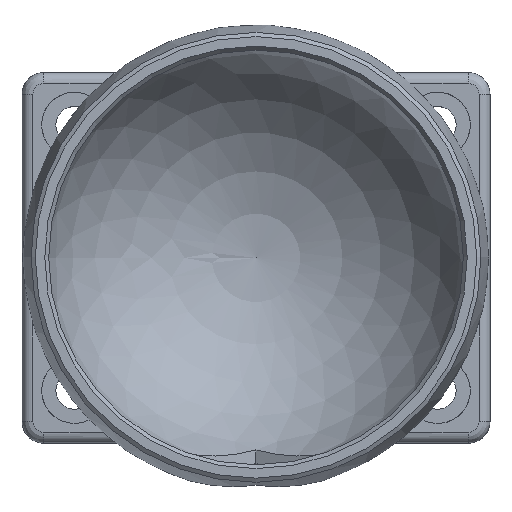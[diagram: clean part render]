
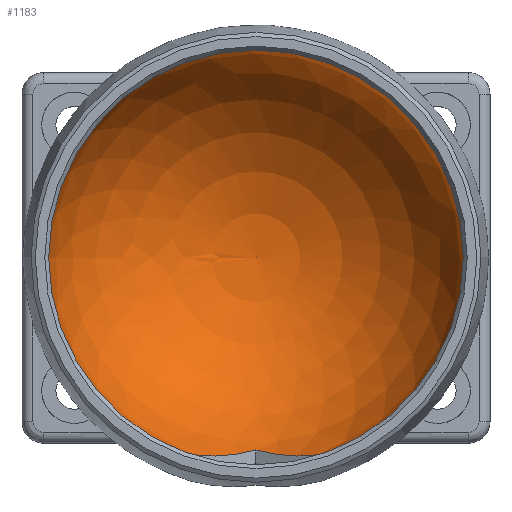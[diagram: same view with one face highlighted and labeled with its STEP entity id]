
A CAD part, top view. The second image highlights one B-rep face of the part: STEP entity #1183.
In plain terms, the highlighted spherical face has radius 19.75 mm.
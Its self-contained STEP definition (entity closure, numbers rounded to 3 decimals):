
#27=FACE_BOUND('',#313,.T.);
#37=SPHERICAL_SURFACE('',#1303,19.75);
#235=FACE_OUTER_BOUND('',#312,.T.);
#312=EDGE_LOOP('',(#916,#917,#918,#919));
#313=EDGE_LOOP('',(#920,#921,#922,#923,#924,#925));
#439=CIRCLE('',#1295,19.444);
#440=CIRCLE('',#1297,19.444);
#441=CIRCLE('',#1299,18.931);
#442=CIRCLE('',#1301,18.962);
#443=CIRCLE('',#1302,18.962);
#444=CIRCLE('',#1304,19.75);
#445=CIRCLE('',#1305,18.147);
#446=CIRCLE('',#1306,18.147);
#447=CIRCLE('',#1307,18.931);
#547=VERTEX_POINT('',#2415);
#548=VERTEX_POINT('',#2417);
#549=VERTEX_POINT('',#2421);
#550=VERTEX_POINT('',#2425);
#551=VERTEX_POINT('',#2429);
#552=VERTEX_POINT('',#2431);
#553=VERTEX_POINT('',#2435);
#554=VERTEX_POINT('',#2437);
#555=VERTEX_POINT('',#2439);
#682=EDGE_CURVE('',#548,#547,#439,.T.);
#685=EDGE_CURVE('',#547,#549,#440,.T.);
#687=EDGE_CURVE('',#549,#550,#441,.T.);
#689=EDGE_CURVE('',#551,#552,#442,.T.);
#690=EDGE_CURVE('',#552,#551,#443,.T.);
#691=EDGE_CURVE('',#552,#553,#444,.T.);
#692=EDGE_CURVE('',#550,#554,#445,.T.);
#693=EDGE_CURVE('',#554,#555,#446,.T.);
#694=EDGE_CURVE('',#555,#548,#447,.T.);
#916=ORIENTED_EDGE('',*,*,#689,.F.);
#917=ORIENTED_EDGE('',*,*,#690,.F.);
#918=ORIENTED_EDGE('',*,*,#691,.T.);
#919=ORIENTED_EDGE('',*,*,#691,.F.);
#920=ORIENTED_EDGE('',*,*,#692,.T.);
#921=ORIENTED_EDGE('',*,*,#693,.T.);
#922=ORIENTED_EDGE('',*,*,#694,.T.);
#923=ORIENTED_EDGE('',*,*,#682,.T.);
#924=ORIENTED_EDGE('',*,*,#685,.T.);
#925=ORIENTED_EDGE('',*,*,#687,.T.);
#1183=ADVANCED_FACE('',(#235,#27),#37,.F.);
#1295=AXIS2_PLACEMENT_3D('',#2418,#1502,#1503);
#1297=AXIS2_PLACEMENT_3D('',#2423,#1508,#1509);
#1299=AXIS2_PLACEMENT_3D('',#2427,#1513,#1514);
#1301=AXIS2_PLACEMENT_3D('',#2432,#1518,#1519);
#1302=AXIS2_PLACEMENT_3D('',#2433,#1520,#1521);
#1303=AXIS2_PLACEMENT_3D('',#2434,#1522,#1523);
#1304=AXIS2_PLACEMENT_3D('',#2436,#1524,#1525);
#1305=AXIS2_PLACEMENT_3D('',#2438,#1526,#1527);
#1306=AXIS2_PLACEMENT_3D('',#2440,#1528,#1529);
#1307=AXIS2_PLACEMENT_3D('',#2441,#1530,#1531);
#1502=DIRECTION('center_axis',(-0.5,0.,-0.866));
#1503=DIRECTION('ref_axis',(0.,1.,0.));
#1508=DIRECTION('center_axis',(0.5,0.,-0.866));
#1509=DIRECTION('ref_axis',(0.,1.,0.));
#1513=DIRECTION('center_axis',(1.,0.,0.));
#1514=DIRECTION('ref_axis',(0.,0.,-1.));
#1518=DIRECTION('center_axis',(0.,0.,-1.));
#1519=DIRECTION('ref_axis',(0.,-1.,0.));
#1520=DIRECTION('center_axis',(0.,0.,-1.));
#1521=DIRECTION('ref_axis',(0.,-1.,0.));
#1522=DIRECTION('center_axis',(0.,0.,1.));
#1523=DIRECTION('ref_axis',(1.,0.,0.));
#1524=DIRECTION('center_axis',(0.,-1.,0.));
#1525=DIRECTION('ref_axis',(-1.,0.,0.));
#1526=DIRECTION('center_axis',(0.5,0.,0.866));
#1527=DIRECTION('ref_axis',(0.,-1.,0.));
#1528=DIRECTION('center_axis',(-0.5,0.,0.866));
#1529=DIRECTION('ref_axis',(0.,-1.,0.));
#1530=DIRECTION('center_axis',(-1.,0.,0.));
#1531=DIRECTION('ref_axis',(0.,0.,1.));
#2415=CARTESIAN_POINT('',(0.,-19.341,25.75));
#2417=CARTESIAN_POINT('',(5.629,-18.916,22.5));
#2418=CARTESIAN_POINT('Origin',(1.732,0.,24.75));
#2421=CARTESIAN_POINT('',(-5.629,-18.916,22.5));
#2423=CARTESIAN_POINT('Origin',(-1.732,0.,24.75));
#2425=CARTESIAN_POINT('',(-5.629,-18.036,16.));
#2427=CARTESIAN_POINT('Origin',(-5.629,0.,21.75));
#2429=CARTESIAN_POINT('',(0.,18.962,27.272));
#2431=CARTESIAN_POINT('',(-18.962,0.,27.272));
#2432=CARTESIAN_POINT('Origin',(0.,0.,27.272));
#2433=CARTESIAN_POINT('Origin',(0.,0.,27.272));
#2434=CARTESIAN_POINT('Origin',(0.,0.,21.75));
#2435=CARTESIAN_POINT('',(0.,0.,2.));
#2436=CARTESIAN_POINT('Origin',(0.,0.,21.75));
#2437=CARTESIAN_POINT('',(0.,-17.58,12.75));
#2438=CARTESIAN_POINT('Origin',(-3.897,0.,15.));
#2439=CARTESIAN_POINT('',(5.629,-18.036,16.));
#2440=CARTESIAN_POINT('Origin',(3.897,0.,15.));
#2441=CARTESIAN_POINT('Origin',(5.629,0.,21.75));
